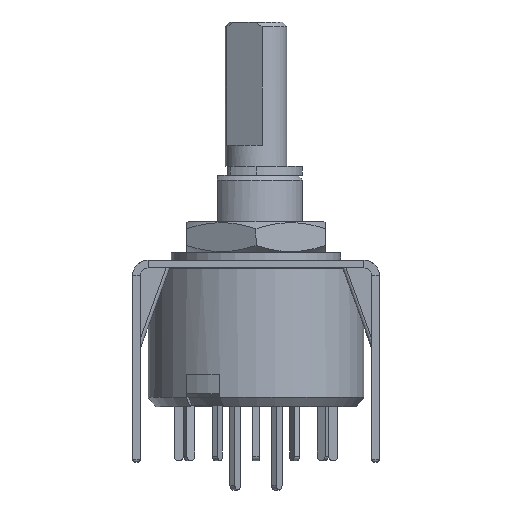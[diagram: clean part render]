
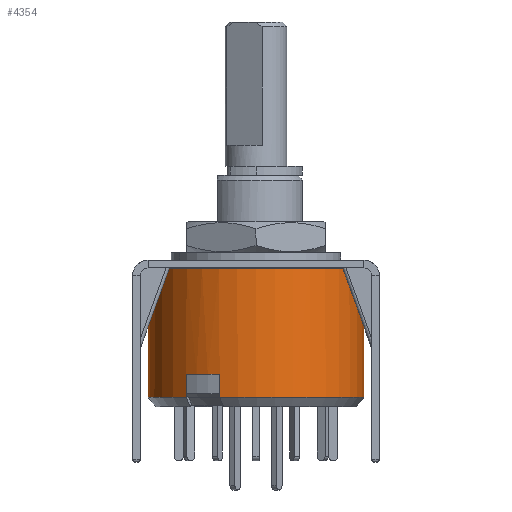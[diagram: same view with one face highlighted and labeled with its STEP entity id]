
A CAD part, front view. The second image highlights one B-rep face of the part: STEP entity #4354.
In plain terms, the highlighted cylindrical face has radius 7 mm (diameter 14 mm), a partial arc.
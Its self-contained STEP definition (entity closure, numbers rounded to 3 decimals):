
#92 = ORIENTED_EDGE ( 'NONE', *, *, #17907, .F. ) ;
#504 = EDGE_CURVE ( 'NONE', #12301, #13321, #7937, .T. ) ;
#845 = ORIENTED_EDGE ( 'NONE', *, *, #16429, .T. ) ;
#1005 = ORIENTED_EDGE ( 'NONE', *, *, #3186, .T. ) ;
#1132 = AXIS2_PLACEMENT_3D ( 'NONE', #5377, #16502, #15223 ) ;
#1386 = EDGE_CURVE ( 'NONE', #12301, #9170, #8773, .T. ) ;
#1499 = DIRECTION ( 'NONE',  ( 0., 0., -1. ) ) ;
#1541 = CARTESIAN_POINT ( 'NONE',  ( -7., 0., 0.95 ) ) ;
#1572 = CARTESIAN_POINT ( 'NONE',  ( 0., 0., -5.9 ) ) ;
#1668 = DIRECTION ( 'NONE',  ( 0., 0., -1. ) ) ;
#2224 = ORIENTED_EDGE ( 'NONE', *, *, #13188, .F. ) ;
#2502 = DIRECTION ( 'NONE',  ( 0., 0., -1. ) ) ;
#2947 = DIRECTION ( 'NONE',  ( 0., 0., 1. ) ) ;
#3186 = EDGE_CURVE ( 'NONE', #9499, #16112, #10938, .T. ) ;
#3323 = CARTESIAN_POINT ( 'NONE',  ( -4.526, -5.34, -7.4 ) ) ;
#3552 = DIRECTION ( 'NONE',  ( 0., 0., -1. ) ) ;
#3795 = DIRECTION ( 'NONE',  ( -1., 0., 0. ) ) ;
#4170 = CARTESIAN_POINT ( 'NONE',  ( 7., 0., -7.4 ) ) ;
#4354 = ADVANCED_FACE ( 'NONE', ( #16605 ), #9801, .T. ) ;
#4367 = AXIS2_PLACEMENT_3D ( 'NONE', #1572, #2947, #11374 ) ;
#4842 = CARTESIAN_POINT ( 'NONE',  ( -2.361, -6.59, -7.4 ) ) ;
#5165 = CARTESIAN_POINT ( 'NONE',  ( -7., 0., 9. ) ) ;
#5377 = CARTESIAN_POINT ( 'NONE',  ( 0., 0., -7.4 ) ) ;
#5659 = EDGE_LOOP ( 'NONE', ( #2224, #845, #17506, #9191, #12289, #14369, #1005, #92 ) ) ;
#5755 = DIRECTION ( 'NONE',  ( 1., 0., 0. ) ) ;
#5770 = DIRECTION ( 'NONE',  ( -1., 0., 0. ) ) ;
#6070 = AXIS2_PLACEMENT_3D ( 'NONE', #6939, #1499, #5770 ) ;
#6302 = LINE ( 'NONE', #6712, #16374 ) ;
#6329 = VECTOR ( 'NONE', #7709, 1000. ) ;
#6396 = DIRECTION ( 'NONE',  ( 0., 0., 1. ) ) ;
#6712 = CARTESIAN_POINT ( 'NONE',  ( 7., 0., 9. ) ) ;
#6939 = CARTESIAN_POINT ( 'NONE',  ( 0., 0., 0.95 ) ) ;
#7070 = LINE ( 'NONE', #5165, #12781 ) ;
#7709 = DIRECTION ( 'NONE',  ( 0., 0., -1. ) ) ;
#7937 = LINE ( 'NONE', #10505, #15617 ) ;
#8450 = EDGE_CURVE ( 'NONE', #15835, #9170, #7070, .T. ) ;
#8773 = CIRCLE ( 'NONE', #17797, 7. ) ;
#9170 = VERTEX_POINT ( 'NONE', #9944 ) ;
#9191 = ORIENTED_EDGE ( 'NONE', *, *, #1386, .F. ) ;
#9499 = VERTEX_POINT ( 'NONE', #10730 ) ;
#9801 = CYLINDRICAL_SURFACE ( 'NONE', #11983, 7. ) ;
#9944 = CARTESIAN_POINT ( 'NONE',  ( -7., 0., -7.4 ) ) ;
#10098 = CARTESIAN_POINT ( 'NONE',  ( 0., 0., -7.4 ) ) ;
#10505 = CARTESIAN_POINT ( 'NONE',  ( -4.526, -5.34, 9. ) ) ;
#10730 = CARTESIAN_POINT ( 'NONE',  ( -2.361, -6.59, -5.9 ) ) ;
#10938 = LINE ( 'NONE', #11843, #6329 ) ;
#11374 = DIRECTION ( 'NONE',  ( -1., 0., 0. ) ) ;
#11843 = CARTESIAN_POINT ( 'NONE',  ( -2.361, -6.59, 9. ) ) ;
#11983 = AXIS2_PLACEMENT_3D ( 'NONE', #13372, #3552, #3795 ) ;
#12139 = CIRCLE ( 'NONE', #6070, 7. ) ;
#12289 = ORIENTED_EDGE ( 'NONE', *, *, #504, .T. ) ;
#12301 = VERTEX_POINT ( 'NONE', #3323 ) ;
#12781 = VECTOR ( 'NONE', #2502, 1000. ) ;
#13188 = EDGE_CURVE ( 'NONE', #17793, #15088, #6302, .T. ) ;
#13321 = VERTEX_POINT ( 'NONE', #18016 ) ;
#13372 = CARTESIAN_POINT ( 'NONE',  ( 0., 0., 9. ) ) ;
#14369 = ORIENTED_EDGE ( 'NONE', *, *, #17013, .T. ) ;
#14943 = CIRCLE ( 'NONE', #1132, 7. ) ;
#14971 = DIRECTION ( 'NONE',  ( 0., 0., -1. ) ) ;
#15088 = VERTEX_POINT ( 'NONE', #4170 ) ;
#15223 = DIRECTION ( 'NONE',  ( 1., 0., 0. ) ) ;
#15385 = CIRCLE ( 'NONE', #4367, 7. ) ;
#15617 = VECTOR ( 'NONE', #6396, 1000. ) ;
#15835 = VERTEX_POINT ( 'NONE', #1541 ) ;
#16112 = VERTEX_POINT ( 'NONE', #4842 ) ;
#16193 = CARTESIAN_POINT ( 'NONE',  ( 7., 0., 0.95 ) ) ;
#16374 = VECTOR ( 'NONE', #14971, 1000. ) ;
#16429 = EDGE_CURVE ( 'NONE', #17793, #15835, #12139, .T. ) ;
#16502 = DIRECTION ( 'NONE',  ( 0., 0., -1. ) ) ;
#16605 = FACE_OUTER_BOUND ( 'NONE', #5659, .T. ) ;
#17013 = EDGE_CURVE ( 'NONE', #13321, #9499, #15385, .T. ) ;
#17506 = ORIENTED_EDGE ( 'NONE', *, *, #8450, .T. ) ;
#17793 = VERTEX_POINT ( 'NONE', #16193 ) ;
#17797 = AXIS2_PLACEMENT_3D ( 'NONE', #10098, #1668, #5755 ) ;
#17907 = EDGE_CURVE ( 'NONE', #15088, #16112, #14943, .T. ) ;
#18016 = CARTESIAN_POINT ( 'NONE',  ( -4.526, -5.34, -5.9 ) ) ;
